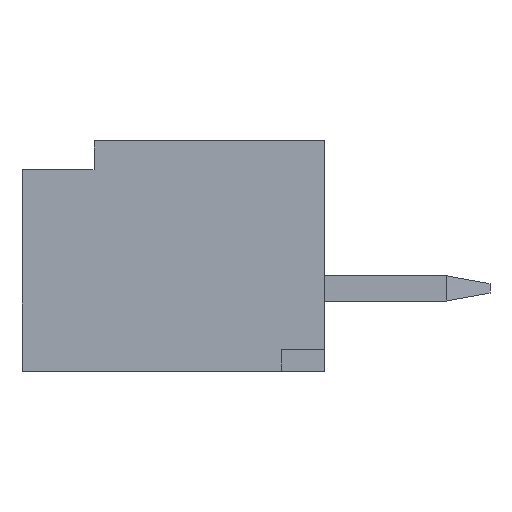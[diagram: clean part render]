
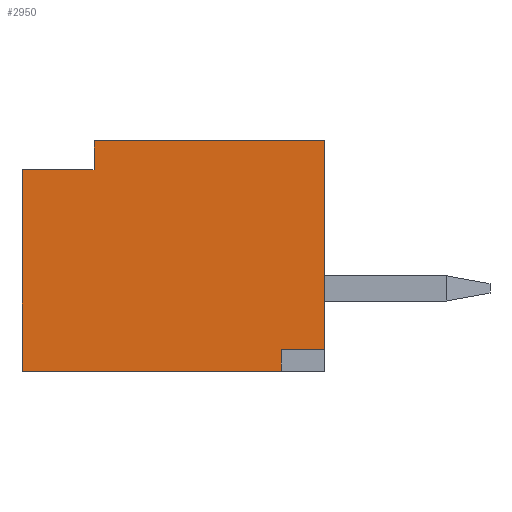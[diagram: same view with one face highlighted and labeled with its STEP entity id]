
A CAD part, left-side view. The second image highlights one B-rep face of the part: STEP entity #2950.
In plain terms, the highlighted planar face has unit normal (-1, 0, 0).
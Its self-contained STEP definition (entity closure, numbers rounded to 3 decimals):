
#33 = VERTEX_POINT ( 'NONE', #2441 ) ;
#45 = VECTOR ( 'NONE', #3015, 1000. ) ;
#179 = VECTOR ( 'NONE', #849, 1000. ) ;
#239 = CARTESIAN_POINT ( 'NONE',  ( -2.125, 0., -1.3 ) ) ;
#317 = CARTESIAN_POINT ( 'NONE',  ( -2.125, 0.975, -1.6 ) ) ;
#450 = ORIENTED_EDGE ( 'NONE', *, *, #1285, .F. ) ;
#524 = ORIENTED_EDGE ( 'NONE', *, *, #1569, .F. ) ;
#534 = VERTEX_POINT ( 'NONE', #3471 ) ;
#693 = DIRECTION ( 'NONE',  ( 0., 0., -1. ) ) ;
#726 = VECTOR ( 'NONE', #693, 1000. ) ;
#801 = VERTEX_POINT ( 'NONE', #3656 ) ;
#812 = DIRECTION ( 'NONE',  ( 0., -1., 0. ) ) ;
#816 = LINE ( 'NONE', #2728, #45 ) ;
#849 = DIRECTION ( 'NONE',  ( 0., 0., 1. ) ) ;
#961 = VERTEX_POINT ( 'NONE', #1714 ) ;
#978 = PLANE ( 'NONE',  #2408 ) ;
#986 = EDGE_LOOP ( 'NONE', ( #2781, #1179, #2624, #450, #524, #3558, #2056, #1812 ) ) ;
#999 = VECTOR ( 'NONE', #2968, 1000. ) ;
#1079 = CARTESIAN_POINT ( 'NONE',  ( -2.125, -2.625, -1.6 ) ) ;
#1121 = VECTOR ( 'NONE', #812, 1000. ) ;
#1179 = ORIENTED_EDGE ( 'NONE', *, *, #2474, .F. ) ;
#1265 = DIRECTION ( 'NONE',  ( 0., 0., -1. ) ) ;
#1276 = CARTESIAN_POINT ( 'NONE',  ( -2.125, 0., 1.6 ) ) ;
#1285 = EDGE_CURVE ( 'NONE', #961, #534, #2164, .T. ) ;
#1394 = LINE ( 'NONE', #2328, #1121 ) ;
#1507 = LINE ( 'NONE', #1579, #726 ) ;
#1569 = EDGE_CURVE ( 'NONE', #3091, #961, #816, .T. ) ;
#1577 = EDGE_CURVE ( 'NONE', #3669, #1624, #2604, .T. ) ;
#1579 = CARTESIAN_POINT ( 'NONE',  ( -2.125, -2.625, 0. ) ) ;
#1598 = EDGE_CURVE ( 'NONE', #33, #3091, #1507, .T. ) ;
#1604 = CARTESIAN_POINT ( 'NONE',  ( -2.125, -0.025, 0. ) ) ;
#1624 = VERTEX_POINT ( 'NONE', #2110 ) ;
#1630 = CARTESIAN_POINT ( 'NONE',  ( -2.125, -0.025, 1.6 ) ) ;
#1714 = CARTESIAN_POINT ( 'NONE',  ( -2.125, 0.975, -1.6 ) ) ;
#1802 = LINE ( 'NONE', #239, #3326 ) ;
#1812 = ORIENTED_EDGE ( 'NONE', *, *, #3638, .F. ) ;
#1910 = VECTOR ( 'NONE', #3341, 1000. ) ;
#1945 = EDGE_CURVE ( 'NONE', #801, #33, #1802, .T. ) ;
#1989 = VERTEX_POINT ( 'NONE', #2787 ) ;
#2056 = ORIENTED_EDGE ( 'NONE', *, *, #1945, .F. ) ;
#2110 = CARTESIAN_POINT ( 'NONE',  ( -2.125, -3.225, 1.6 ) ) ;
#2164 = LINE ( 'NONE', #317, #179 ) ;
#2298 = DIRECTION ( 'NONE',  ( 0., 0., 1. ) ) ;
#2328 = CARTESIAN_POINT ( 'NONE',  ( -2.125, 0., 1.2 ) ) ;
#2408 = AXIS2_PLACEMENT_3D ( 'NONE', #3319, #2970, #1265 ) ;
#2441 = CARTESIAN_POINT ( 'NONE',  ( -2.125, -2.625, -1.3 ) ) ;
#2474 = EDGE_CURVE ( 'NONE', #1989, #3669, #2765, .T. ) ;
#2604 = LINE ( 'NONE', #1276, #999 ) ;
#2624 = ORIENTED_EDGE ( 'NONE', *, *, #2683, .F. ) ;
#2683 = EDGE_CURVE ( 'NONE', #534, #1989, #1394, .T. ) ;
#2728 = CARTESIAN_POINT ( 'NONE',  ( -2.125, -3.225, -1.6 ) ) ;
#2762 = FACE_OUTER_BOUND ( 'NONE', #986, .T. ) ;
#2765 = LINE ( 'NONE', #1604, #3450 ) ;
#2781 = ORIENTED_EDGE ( 'NONE', *, *, #1577, .F. ) ;
#2787 = CARTESIAN_POINT ( 'NONE',  ( -2.125, -0.025, 1.2 ) ) ;
#2848 = LINE ( 'NONE', #3026, #1910 ) ;
#2950 = ADVANCED_FACE ( 'NONE', ( #2762 ), #978, .F. ) ;
#2968 = DIRECTION ( 'NONE',  ( 0., -1., 0. ) ) ;
#2970 = DIRECTION ( 'NONE',  ( 1., 0., 0. ) ) ;
#3015 = DIRECTION ( 'NONE',  ( 0., 1., 0. ) ) ;
#3026 = CARTESIAN_POINT ( 'NONE',  ( -2.125, -3.225, 0. ) ) ;
#3091 = VERTEX_POINT ( 'NONE', #1079 ) ;
#3319 = CARTESIAN_POINT ( 'NONE',  ( -2.125, 0., 0. ) ) ;
#3326 = VECTOR ( 'NONE', #3362, 1000. ) ;
#3341 = DIRECTION ( 'NONE',  ( 0., 0., -1. ) ) ;
#3362 = DIRECTION ( 'NONE',  ( 0., 1., 0. ) ) ;
#3450 = VECTOR ( 'NONE', #2298, 1000. ) ;
#3471 = CARTESIAN_POINT ( 'NONE',  ( -2.125, 0.975, 1.2 ) ) ;
#3558 = ORIENTED_EDGE ( 'NONE', *, *, #1598, .F. ) ;
#3638 = EDGE_CURVE ( 'NONE', #1624, #801, #2848, .T. ) ;
#3656 = CARTESIAN_POINT ( 'NONE',  ( -2.125, -3.225, -1.3 ) ) ;
#3669 = VERTEX_POINT ( 'NONE', #1630 ) ;
